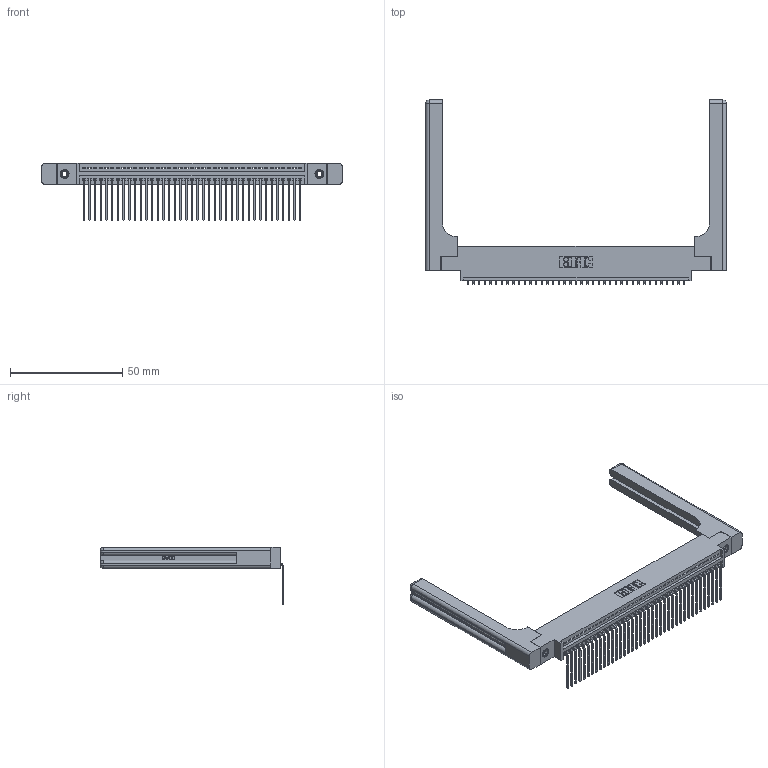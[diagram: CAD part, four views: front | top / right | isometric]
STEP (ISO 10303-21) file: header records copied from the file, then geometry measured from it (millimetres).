
FILE_DESCRIPTION (( 'STEP AP203' ), '1' );
FILE_NAME ('395-039-559-658.STEP', '2019-10-22T04:06:56', ( '' ), ( '' ), 'SwSTEP 2.0', 'SolidWorks 2016', '' );
FILE_SCHEMA (( 'CONFIG_CONTROL_DESIGN' ));
Length unit declared in the file: inch
Products named in the file (5): 345-220-058_345-220-058; 345-292-001_558 559 Tail - 1; 395-039-559-658; 345-250-001_345-250-001-102; 345 Part_0.170 Offset - 0.156 Dia-TH
Assembly tree (44 placements, depth 2):
  395-039-559-658
    345 Part_0.170 Offset - 0.156 Dia-TH
    345-292-001_558 559 Tail - 1  x39
    345-250-001_345-250-001-102  x2
    345-220-058_345-220-058  x2
Bounding box: 134.09 x 82.03 x 25.53 mm (x, y, z)
Volume: 21232.6 mm3; surface area: 23068.8 mm2
Topology: 44 solids, 44 shells, 2726 faces, 8117 edges, 5338 vertices
Faces by surface type: plane 1870, cylinder 796, bspline 36, cone 12, sphere 8, torus 4
Entity records: 35154 total; most frequent: CARTESIAN_POINT 7062, ORIENTED_EDGE 5832, DIRECTION 5118, EDGE_CURVE 2916, VECTOR 2536, LINE 2536, VERTEX_POINT 1934, AXIS2_PLACEMENT_3D 1291
